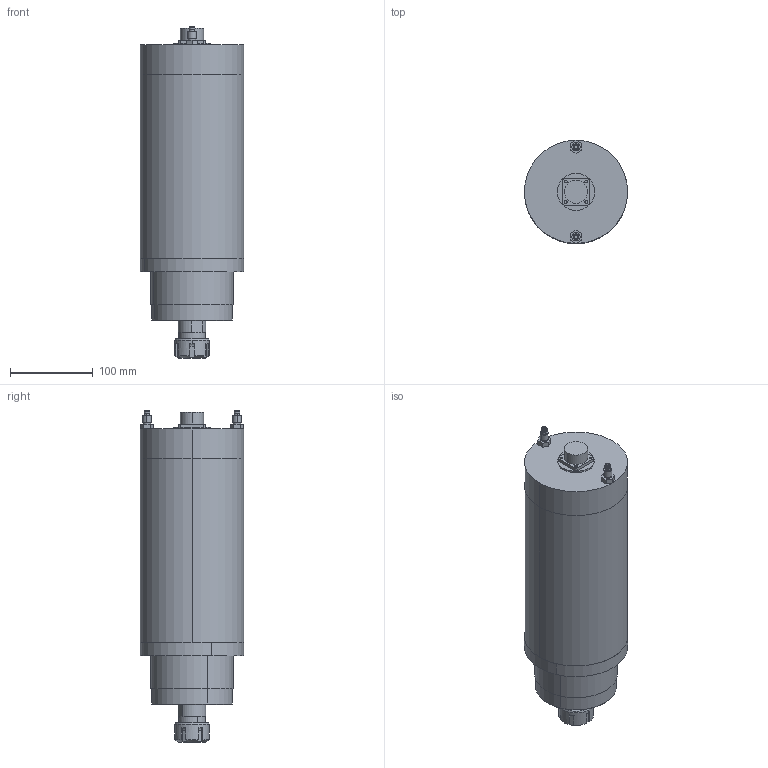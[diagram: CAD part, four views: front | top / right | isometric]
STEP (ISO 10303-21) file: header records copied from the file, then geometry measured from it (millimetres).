
FILE_DESCRIPTION (( 'STEP AP214' ), '1' );
FILE_NAME ('GDK125-9-18Z-4.0-8.0-6P.STEP', '2021-05-07T01:06:52', ( '萇齟' ), ( '' ), 'SwSTEP 2.0', 'SolidWorks 2018', '' );
FILE_SCHEMA (( 'AUTOMOTIVE_DESIGN' ));
Length unit declared in the file: millimetre
Products named in the file (10): GDK125-9-18Z-5.5-11-6P滅鳥欶395; GDK125-9-18Z-5.5-11-6P粣創釱395; ER25-6 粟俶芠標; GDK125-12-24Z-4.0-8.0堤盄釱; GDK125-9-18Z-5.5-11-6P粣芛29; GDK125-9-18Z-4.0-8.0-6P; GDK125-12-24Z-4.0-8.0儂褲223; 堤盄釱脣芛32x32; 阨郲30.5ㄗM10ㄘ; ER25蹟簽
Assembly tree (10 placements, depth 2):
  GDK125-9-18Z-4.0-8.0-6P
    GDK125-12-24Z-4.0-8.0儂褲223
    GDK125-12-24Z-4.0-8.0堤盄釱
    GDK125-9-18Z-5.5-11-6P粣創釱395
    GDK125-9-18Z-5.5-11-6P滅鳥欶395
    GDK125-9-18Z-5.5-11-6P粣芛29
    ER25-6 粟俶芠標
    ER25蹟簽
    堤盄釱脣芛32x32
    阨郲30.5ㄗM10ㄘ  x2
Bounding box: 125 x 125.17 x 402 mm (x, y, z)
Volume: 3883169 mm3; surface area: 240852.6 mm2
Topology: 10 solids, 10 shells, 174 faces, 391 edges, 258 vertices
Faces by surface type: plane 81, cylinder 79, cone 14
Entity records: 4741 total; most frequent: CARTESIAN_POINT 808, DIRECTION 781, ORIENTED_EDGE 662, EDGE_CURVE 331, AXIS2_PLACEMENT_3D 319, VERTEX_POINT 218, EDGE_LOOP 177, CIRCLE 160
